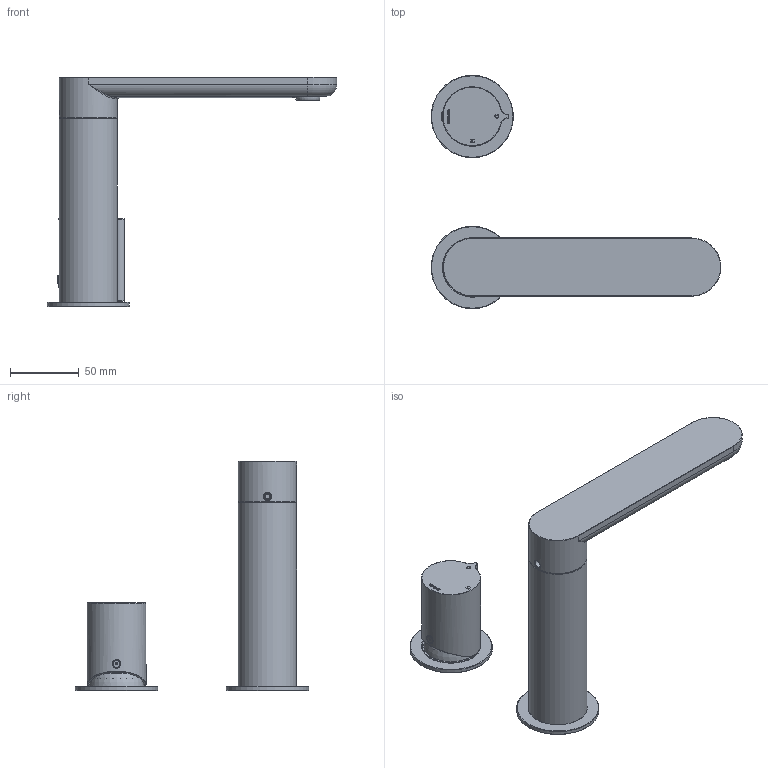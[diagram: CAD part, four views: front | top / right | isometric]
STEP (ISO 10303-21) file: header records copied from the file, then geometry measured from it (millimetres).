
FILE_DESCRIPTION(/* description */ ('Unknown'),/* implementation_level */ '2;1');
FILE_NAME(/* name */ 'GT023-00',/* time_stamp */ '2026-01-19T18:00:54+01:00',/* author */ ('Unknown'),/* organization */ ('Unknown'),/* preprocessor_version */ 'ST-DEVELOPER v20',/* originating_system */ 'Solid Edge',/* authorisation */ 'Unknown');
FILE_SCHEMA (('INTEGRATED_CNC_SCHEMA','AUTOMOTIVE_DESIGN {1 0 10303 214 3 1 1}'));
Length unit declared in the file: millimetre
Products named in the file (12): GT023-00; AR031-04; GT023-02; GT023-01_oa_0; GT004-02; GT003-002_oa_1; gt003-002-1; gt003-002-4; GT023-001_oa_2; GT023-04; GT003-08; GT004-11
Assembly tree (12 placements, depth 3):
  GT023-00
    AR031-04
    GT023-02
    GT023-01_oa_0
    GT004-02  x2
    GT003-002_oa_1
      gt003-002-1
      gt003-002-4
    GT023-001_oa_2
      GT023-04
      GT003-08
    GT004-11
Bounding box: 211.2 x 170 x 167 mm (x, y, z)
Volume: 178053.4 mm3; surface area: 100020 mm2
Topology: 10 solids, 10 shells, 1177 faces, 3388 edges, 2223 vertices
Faces by surface type: plane 910, cylinder 116, bspline 56, torus 51, cone 38, sphere 6
Full cylindrical faces by diameter (mm): 1.8 x1, 3.242 x2, 5 x1, 5.5 x1, 6.3 x1, 7 x1, 7.5 x1, 15 x1, 15.8 x1, 16 x2, 18 x1, 18.4 x1, 20 x1, 21.8 x1, 22.7 x1, 22.917 x1, 24.3 x1, 25.5 x1, 26 x1, 28.3 x1, 29 x1, 31 x1, 32.5 x1, 33 x1, 35.376 x3, 37 x1, 38.4 x6, 39.8 x1, 40 x2, 40.3 x2
Entity records: 53592 total; most frequent: CARTESIAN_POINT 21596, ORIENTED_EDGE 6386, DIRECTION 5686, EDGE_CURVE 3193, LINE 2612, VECTOR 2612, VERTEX_POINT 2144, AXIS2_PLACEMENT_3D 1537
